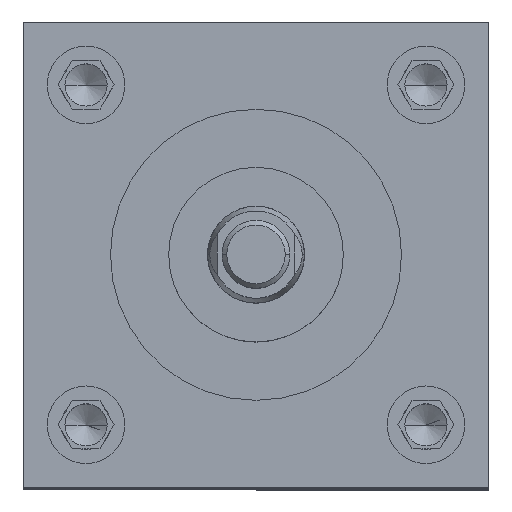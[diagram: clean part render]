
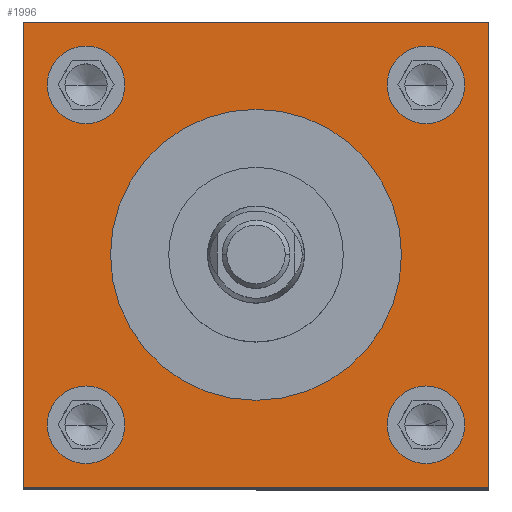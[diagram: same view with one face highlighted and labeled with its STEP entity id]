
A CAD part, top view. The second image highlights one B-rep face of the part: STEP entity #1996.
In plain terms, the highlighted planar face has unit normal (0, 0, 1).
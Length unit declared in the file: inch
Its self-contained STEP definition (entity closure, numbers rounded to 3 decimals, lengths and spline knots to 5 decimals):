
#44 = LINE ( 'NONE', #5356, #3146 ) ;
#252 = CARTESIAN_POINT ( 'NONE',  ( 0., 0., 8.75 ) ) ;
#266 = VERTEX_POINT ( 'NONE', #4854 ) ;
#279 = DIRECTION ( 'NONE',  ( 1., 0., 0. ) ) ;
#322 = ORIENTED_EDGE ( 'NONE', *, *, #5316, .F. ) ;
#366 = CARTESIAN_POINT ( 'NONE',  ( 0.845, -1.095, 8.75 ) ) ;
#372 = CARTESIAN_POINT ( 'NONE',  ( -1.095, -1.095, 8.75 ) ) ;
#374 = DIRECTION ( 'NONE',  ( 0., 0., 1. ) ) ;
#376 = VECTOR ( 'NONE', #5353, 39.37008 ) ;
#379 = CARTESIAN_POINT ( 'NONE',  ( -1.5, -1.5, 8.75 ) ) ;
#446 = DIRECTION ( 'NONE',  ( 1., 0., 0. ) ) ;
#448 = DIRECTION ( 'NONE',  ( 0., 1., 0. ) ) ;
#460 = VERTEX_POINT ( 'NONE', #5433 ) ;
#501 = CARTESIAN_POINT ( 'NONE',  ( -0.845, 1.095, 8.75 ) ) ;
#546 = FACE_BOUND ( 'NONE', #5737, .T. ) ;
#580 = ORIENTED_EDGE ( 'NONE', *, *, #971, .F. ) ;
#618 = LINE ( 'NONE', #4928, #4072 ) ;
#654 = EDGE_CURVE ( 'NONE', #2686, #5098, #4858, .T. ) ;
#661 = CARTESIAN_POINT ( 'NONE',  ( 1.095, -1.095, 8.75 ) ) ;
#703 = CIRCLE ( 'NONE', #1814, 0.9375 ) ;
#733 = VERTEX_POINT ( 'NONE', #5713 ) ;
#752 = ORIENTED_EDGE ( 'NONE', *, *, #1770, .T. ) ;
#778 = CARTESIAN_POINT ( 'NONE',  ( -1.5, -1.5, 8.75 ) ) ;
#788 = DIRECTION ( 'NONE',  ( 0., 0., 1. ) ) ;
#885 = CARTESIAN_POINT ( 'NONE',  ( 1.095, 1.095, 8.75 ) ) ;
#971 = EDGE_CURVE ( 'NONE', #2391, #2062, #3162, .T. ) ;
#999 = DIRECTION ( 'NONE',  ( 0., 0., -1. ) ) ;
#1016 = CARTESIAN_POINT ( 'NONE',  ( 1.095, -1.095, 8.75 ) ) ;
#1058 = PLANE ( 'NONE',  #5477 ) ;
#1122 = EDGE_CURVE ( 'NONE', #2062, #2391, #5100, .T. ) ;
#1124 = CARTESIAN_POINT ( 'NONE',  ( -0.9375, 0., 8.75 ) ) ;
#1310 = ORIENTED_EDGE ( 'NONE', *, *, #4038, .T. ) ;
#1387 = CARTESIAN_POINT ( 'NONE',  ( 0.845, 1.095, 8.75 ) ) ;
#1500 = VERTEX_POINT ( 'NONE', #366 ) ;
#1578 = CARTESIAN_POINT ( 'NONE',  ( -1.095, -1.095, 8.75 ) ) ;
#1585 = ORIENTED_EDGE ( 'NONE', *, *, #3405, .F. ) ;
#1610 = CARTESIAN_POINT ( 'NONE',  ( -1.095, 1.095, 8.75 ) ) ;
#1614 = AXIS2_PLACEMENT_3D ( 'NONE', #661, #2584, #4503 ) ;
#1648 = CARTESIAN_POINT ( 'NONE',  ( -1.345, 1.095, 8.75 ) ) ;
#1677 = CARTESIAN_POINT ( 'NONE',  ( -1.5, -1.5, 8.75 ) ) ;
#1739 = VERTEX_POINT ( 'NONE', #1124 ) ;
#1763 = AXIS2_PLACEMENT_3D ( 'NONE', #885, #4403, #3935 ) ;
#1770 = EDGE_CURVE ( 'NONE', #4588, #460, #618, .T. ) ;
#1814 = AXIS2_PLACEMENT_3D ( 'NONE', #3109, #788, #3597 ) ;
#1855 = VERTEX_POINT ( 'NONE', #778 ) ;
#1912 = DIRECTION ( 'NONE',  ( 1., 0., 0. ) ) ;
#1957 = DIRECTION ( 'NONE',  ( 0., 0., 1. ) ) ;
#1996 = ADVANCED_FACE ( 'NONE', ( #2409, #6225, #5365, #4332, #546, #3396 ), #1058, .F. ) ;
#2062 = VERTEX_POINT ( 'NONE', #2652 ) ;
#2087 = CARTESIAN_POINT ( 'NONE',  ( 1.345, -1.095, 8.75 ) ) ;
#2124 = EDGE_CURVE ( 'NONE', #460, #1855, #5995, .T. ) ;
#2162 = VECTOR ( 'NONE', #5510, 39.37008 ) ;
#2206 = CARTESIAN_POINT ( 'NONE',  ( 1.5, 1.5, 8.75 ) ) ;
#2280 = EDGE_CURVE ( 'NONE', #733, #1739, #2770, .T. ) ;
#2355 = EDGE_LOOP ( 'NONE', ( #322, #2889 ) ) ;
#2391 = VERTEX_POINT ( 'NONE', #2936 ) ;
#2409 = FACE_BOUND ( 'NONE', #2355, .T. ) ;
#2437 = EDGE_CURVE ( 'NONE', #266, #4588, #44, .T. ) ;
#2444 = EDGE_LOOP ( 'NONE', ( #1585, #2908 ) ) ;
#2544 = DIRECTION ( 'NONE',  ( -1., 0., 0. ) ) ;
#2572 = ORIENTED_EDGE ( 'NONE', *, *, #1122, .F. ) ;
#2584 = DIRECTION ( 'NONE',  ( 0., 0., 1. ) ) ;
#2652 = CARTESIAN_POINT ( 'NONE',  ( -0.845, -1.095, 8.75 ) ) ;
#2686 = VERTEX_POINT ( 'NONE', #1648 ) ;
#2694 = VERTEX_POINT ( 'NONE', #2087 ) ;
#2770 = CIRCLE ( 'NONE', #3585, 0.9375 ) ;
#2858 = EDGE_LOOP ( 'NONE', ( #2991, #3009 ) ) ;
#2889 = ORIENTED_EDGE ( 'NONE', *, *, #5110, .F. ) ;
#2908 = ORIENTED_EDGE ( 'NONE', *, *, #5012, .F. ) ;
#2919 = CIRCLE ( 'NONE', #4032, 0.25 ) ;
#2936 = CARTESIAN_POINT ( 'NONE',  ( -1.345, -1.095, 8.75 ) ) ;
#2991 = ORIENTED_EDGE ( 'NONE', *, *, #4090, .F. ) ;
#3009 = ORIENTED_EDGE ( 'NONE', *, *, #654, .F. ) ;
#3109 = CARTESIAN_POINT ( 'NONE',  ( 0., 0., 8.75 ) ) ;
#3130 = EDGE_LOOP ( 'NONE', ( #2572, #580 ) ) ;
#3146 = VECTOR ( 'NONE', #448, 39.37008 ) ;
#3162 = CIRCLE ( 'NONE', #5068, 0.25 ) ;
#3219 = CIRCLE ( 'NONE', #1614, 0.25 ) ;
#3335 = AXIS2_PLACEMENT_3D ( 'NONE', #3915, #5231, #446 ) ;
#3343 = DIRECTION ( 'NONE',  ( 0., 0., 1. ) ) ;
#3357 = AXIS2_PLACEMENT_3D ( 'NONE', #1610, #3832, #1912 ) ;
#3396 = FACE_OUTER_BOUND ( 'NONE', #4030, .T. ) ;
#3405 = EDGE_CURVE ( 'NONE', #4344, #5066, #5082, .T. ) ;
#3474 = DIRECTION ( 'NONE',  ( 1., 0., 0. ) ) ;
#3585 = AXIS2_PLACEMENT_3D ( 'NONE', #252, #5668, #4666 ) ;
#3597 = DIRECTION ( 'NONE',  ( 1., 0., 0. ) ) ;
#3741 = ORIENTED_EDGE ( 'NONE', *, *, #2280, .F. ) ;
#3832 = DIRECTION ( 'NONE',  ( 0., 0., 1. ) ) ;
#3851 = DIRECTION ( 'NONE',  ( 1., 0., 0. ) ) ;
#3915 = CARTESIAN_POINT ( 'NONE',  ( -1.095, 1.095, 8.75 ) ) ;
#3924 = CARTESIAN_POINT ( 'NONE',  ( -1.5, 1.5, 8.75 ) ) ;
#3935 = DIRECTION ( 'NONE',  ( 1., 0., 0. ) ) ;
#4030 = EDGE_LOOP ( 'NONE', ( #5410, #1310, #4517, #752 ) ) ;
#4032 = AXIS2_PLACEMENT_3D ( 'NONE', #1016, #4291, #3851 ) ;
#4038 = EDGE_CURVE ( 'NONE', #1855, #266, #4695, .T. ) ;
#4072 = VECTOR ( 'NONE', #2544, 39.37008 ) ;
#4090 = EDGE_CURVE ( 'NONE', #5098, #2686, #4103, .T. ) ;
#4103 = CIRCLE ( 'NONE', #3335, 0.25 ) ;
#4208 = AXIS2_PLACEMENT_3D ( 'NONE', #1578, #1957, #3474 ) ;
#4291 = DIRECTION ( 'NONE',  ( 0., 0., 1. ) ) ;
#4332 = FACE_BOUND ( 'NONE', #2858, .T. ) ;
#4344 = VERTEX_POINT ( 'NONE', #5642 ) ;
#4403 = DIRECTION ( 'NONE',  ( 0., 0., 1. ) ) ;
#4503 = DIRECTION ( 'NONE',  ( 1., 0., 0. ) ) ;
#4517 = ORIENTED_EDGE ( 'NONE', *, *, #2437, .T. ) ;
#4535 = ORIENTED_EDGE ( 'NONE', *, *, #5332, .F. ) ;
#4588 = VERTEX_POINT ( 'NONE', #2206 ) ;
#4666 = DIRECTION ( 'NONE',  ( 1., 0., 0. ) ) ;
#4692 = CARTESIAN_POINT ( 'NONE',  ( 1.095, 1.095, 8.75 ) ) ;
#4695 = LINE ( 'NONE', #379, #376 ) ;
#4833 = DIRECTION ( 'NONE',  ( -1., 0., 0. ) ) ;
#4854 = CARTESIAN_POINT ( 'NONE',  ( 1.5, -1.5, 8.75 ) ) ;
#4858 = CIRCLE ( 'NONE', #3357, 0.25 ) ;
#4928 = CARTESIAN_POINT ( 'NONE',  ( -1.5, 1.5, 8.75 ) ) ;
#5012 = EDGE_CURVE ( 'NONE', #5066, #4344, #5520, .T. ) ;
#5066 = VERTEX_POINT ( 'NONE', #1387 ) ;
#5068 = AXIS2_PLACEMENT_3D ( 'NONE', #372, #3343, #6112 ) ;
#5082 = CIRCLE ( 'NONE', #1763, 0.25 ) ;
#5098 = VERTEX_POINT ( 'NONE', #501 ) ;
#5100 = CIRCLE ( 'NONE', #4208, 0.25 ) ;
#5110 = EDGE_CURVE ( 'NONE', #1500, #2694, #2919, .T. ) ;
#5231 = DIRECTION ( 'NONE',  ( 0., 0., 1. ) ) ;
#5316 = EDGE_CURVE ( 'NONE', #2694, #1500, #3219, .T. ) ;
#5332 = EDGE_CURVE ( 'NONE', #1739, #733, #703, .T. ) ;
#5353 = DIRECTION ( 'NONE',  ( 1., 0., 0. ) ) ;
#5356 = CARTESIAN_POINT ( 'NONE',  ( 1.5, -1.5, 8.75 ) ) ;
#5365 = FACE_BOUND ( 'NONE', #3130, .T. ) ;
#5410 = ORIENTED_EDGE ( 'NONE', *, *, #2124, .T. ) ;
#5433 = CARTESIAN_POINT ( 'NONE',  ( -1.5, 1.5, 8.75 ) ) ;
#5477 = AXIS2_PLACEMENT_3D ( 'NONE', #3924, #999, #4833 ) ;
#5510 = DIRECTION ( 'NONE',  ( 0., -1., 0. ) ) ;
#5520 = CIRCLE ( 'NONE', #5827, 0.25 ) ;
#5642 = CARTESIAN_POINT ( 'NONE',  ( 1.345, 1.095, 8.75 ) ) ;
#5668 = DIRECTION ( 'NONE',  ( 0., 0., 1. ) ) ;
#5713 = CARTESIAN_POINT ( 'NONE',  ( 0.9375, 0., 8.75 ) ) ;
#5737 = EDGE_LOOP ( 'NONE', ( #3741, #4535 ) ) ;
#5827 = AXIS2_PLACEMENT_3D ( 'NONE', #4692, #374, #279 ) ;
#5995 = LINE ( 'NONE', #1677, #2162 ) ;
#6112 = DIRECTION ( 'NONE',  ( 1., 0., 0. ) ) ;
#6225 = FACE_BOUND ( 'NONE', #2444, .T. ) ;
